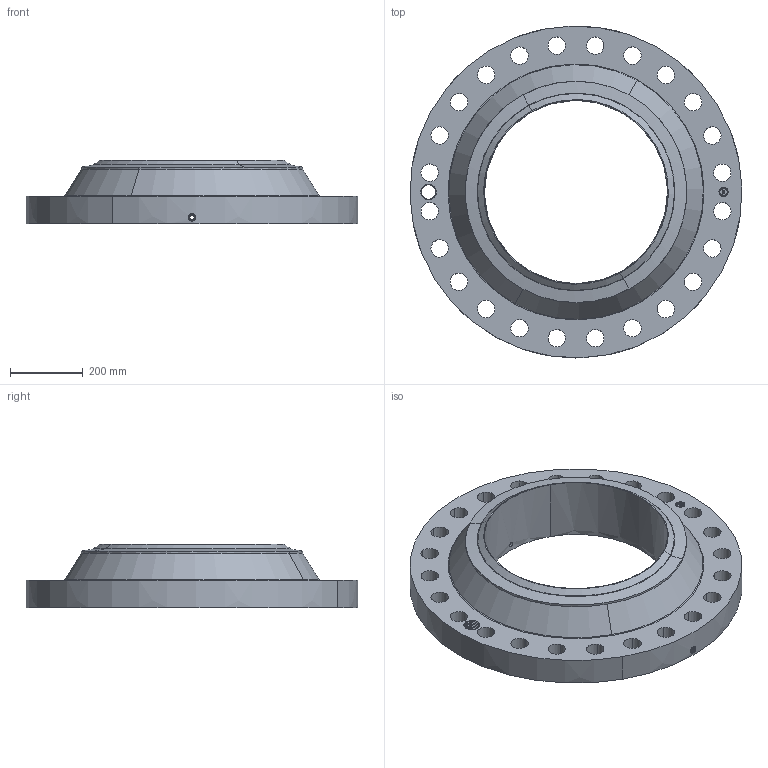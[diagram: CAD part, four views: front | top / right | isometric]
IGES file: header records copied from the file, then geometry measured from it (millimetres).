
Start section: START RECORD GO HERE.
Global section: file name: 24-400-FF-WELD-NECK-140-ORIF-FLANGE.igs; native system: DASSAULT SYSTEMES CATIA V5 R20 - www.3ds.com; preprocessor: CATIA Version 5 Release 20 SP 6 ; author: Texas Flange; organization: ; date: 20131022.200807; units: inch
Bounding box: 914.15 x 914.4 x 174.75 mm (x, y, z)
Volume: 42598213.3 mm3; surface area: 1730755.8 mm2
Topology: 1 solids, 1 shells, 802 faces, 2185 edges, 1403 vertices
Faces by surface type: plane 368, bspline 252, revolution 182
